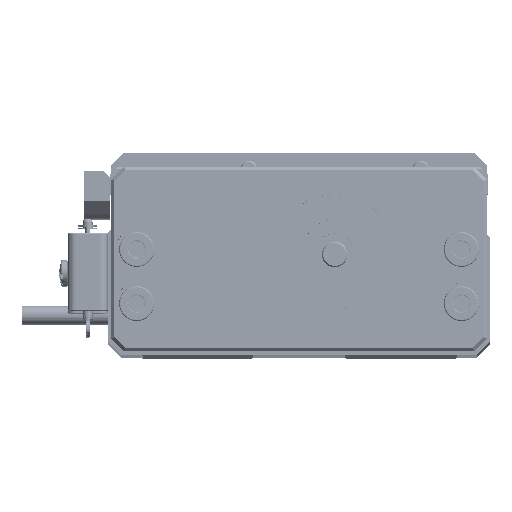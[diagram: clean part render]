
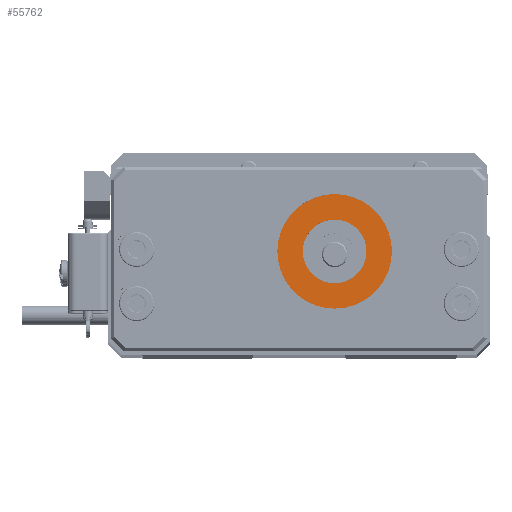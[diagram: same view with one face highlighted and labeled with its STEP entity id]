
A CAD part, top view. The second image highlights one B-rep face of the part: STEP entity #55762.
In plain terms, the highlighted planar face has unit normal (0, 0, 1).
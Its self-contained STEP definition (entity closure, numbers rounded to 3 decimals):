
#1384 = CARTESIAN_POINT ( 'NONE',  ( 26.1, -13.3, 8. ) ) ;
#5076 = ORIENTED_EDGE ( 'NONE', *, *, #30210, .T. ) ;
#6967 = DIRECTION ( 'NONE',  ( 1., 0., 0. ) ) ;
#10236 = CARTESIAN_POINT ( 'NONE',  ( 35.1, -13.3, 8. ) ) ;
#10550 = AXIS2_PLACEMENT_3D ( 'NONE', #28156, #43853, #34134 ) ;
#15283 = CIRCLE ( 'NONE', #10550, 9. ) ;
#18166 = DIRECTION ( 'NONE',  ( 1., 0., 0. ) ) ;
#22411 = EDGE_LOOP ( 'NONE', ( #27020, #34803 ) ) ;
#22870 = VERTEX_POINT ( 'NONE', #42401 ) ;
#24146 = CARTESIAN_POINT ( 'NONE',  ( 35.1, -13.3, 8. ) ) ;
#24314 = ORIENTED_EDGE ( 'NONE', *, *, #67566, .T. ) ;
#27020 = ORIENTED_EDGE ( 'NONE', *, *, #56777, .T. ) ;
#27630 = CIRCLE ( 'NONE', #68235, 5. ) ;
#28050 = VERTEX_POINT ( 'NONE', #58776 ) ;
#28156 = CARTESIAN_POINT ( 'NONE',  ( 35.1, -13.3, 8. ) ) ;
#28236 = EDGE_LOOP ( 'NONE', ( #24314, #5076 ) ) ;
#30210 = EDGE_CURVE ( 'NONE', #22870, #32115, #39526, .T. ) ;
#30497 = CIRCLE ( 'NONE', #54319, 9. ) ;
#31273 = DIRECTION ( 'NONE',  ( 1., 0., 0. ) ) ;
#32115 = VERTEX_POINT ( 'NONE', #57748 ) ;
#33040 = DIRECTION ( 'NONE',  ( 0., 0., -1. ) ) ;
#34134 = DIRECTION ( 'NONE',  ( 1., 0., 0. ) ) ;
#34803 = ORIENTED_EDGE ( 'NONE', *, *, #41257, .T. ) ;
#37673 = PLANE ( 'NONE',  #63786 ) ;
#39526 = CIRCLE ( 'NONE', #62199, 5. ) ;
#41257 = EDGE_CURVE ( 'NONE', #50785, #28050, #15283, .T. ) ;
#42401 = CARTESIAN_POINT ( 'NONE',  ( 30.1, -13.3, 8. ) ) ;
#43646 = FACE_OUTER_BOUND ( 'NONE', #22411, .T. ) ;
#43853 = DIRECTION ( 'NONE',  ( 0., 0., 1. ) ) ;
#48853 = CARTESIAN_POINT ( 'NONE',  ( 35.1, -13.3, 8. ) ) ;
#50785 = VERTEX_POINT ( 'NONE', #1384 ) ;
#54319 = AXIS2_PLACEMENT_3D ( 'NONE', #24146, #63785, #6967 ) ;
#55613 = DIRECTION ( 'NONE',  ( 1., 0., 0. ) ) ;
#55762 = ADVANCED_FACE ( 'NONE', ( #43646, #67187 ), #37673, .T. ) ;
#56777 = EDGE_CURVE ( 'NONE', #28050, #50785, #30497, .T. ) ;
#57748 = CARTESIAN_POINT ( 'NONE',  ( 40.1, -13.3, 8. ) ) ;
#58552 = DIRECTION ( 'NONE',  ( 0., 0., -1. ) ) ;
#58776 = CARTESIAN_POINT ( 'NONE',  ( 44.1, -13.3, 8. ) ) ;
#60490 = DIRECTION ( 'NONE',  ( 0., 0., 1. ) ) ;
#62199 = AXIS2_PLACEMENT_3D ( 'NONE', #10236, #33040, #31273 ) ;
#63785 = DIRECTION ( 'NONE',  ( 0., 0., 1. ) ) ;
#63786 = AXIS2_PLACEMENT_3D ( 'NONE', #48853, #60490, #55613 ) ;
#64515 = CARTESIAN_POINT ( 'NONE',  ( 35.1, -13.3, 8. ) ) ;
#67187 = FACE_BOUND ( 'NONE', #28236, .T. ) ;
#67566 = EDGE_CURVE ( 'NONE', #32115, #22870, #27630, .T. ) ;
#68235 = AXIS2_PLACEMENT_3D ( 'NONE', #64515, #58552, #18166 ) ;
